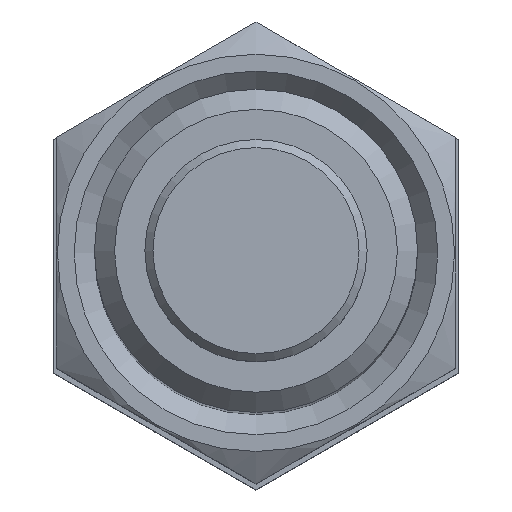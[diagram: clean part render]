
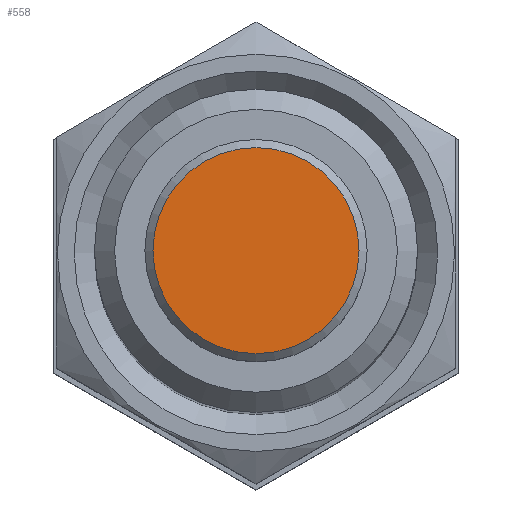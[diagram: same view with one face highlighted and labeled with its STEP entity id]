
A CAD part, top view. The second image highlights one B-rep face of the part: STEP entity #558.
In plain terms, the highlighted planar face has unit normal (0, 0, 1).
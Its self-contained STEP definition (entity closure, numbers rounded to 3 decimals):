
#139=FACE_OUTER_BOUND($,#184,.T.);
#184=EDGE_LOOP($,(#395));
#244=CIRCLE($,#608,2.55);
#271=VERTEX_POINT($,#865);
#322=EDGE_CURVE($,#271,#271,#244,.T.);
#395=ORIENTED_EDGE($,*,*,#322,.F.);
#529=PLANE($,#610);
#558=ADVANCED_FACE($,(#139),#529,.F.);
#608=AXIS2_PLACEMENT_3D($,#866,#690,#691);
#610=AXIS2_PLACEMENT_3D($,#869,#694,#695);
#690=DIRECTION('center_axis',(0.,0.,-1.));
#691=DIRECTION('ref_axis',(-1.,0.,0.));
#694=DIRECTION('center_axis',(0.,0.,-1.));
#695=DIRECTION('ref_axis',(-1.,0.,0.));
#865=CARTESIAN_POINT('',(2.55,0.,2.5));
#866=CARTESIAN_POINT('Origin',(0.,0.,2.5));
#869=CARTESIAN_POINT('Origin',(0.,0.,2.5));
